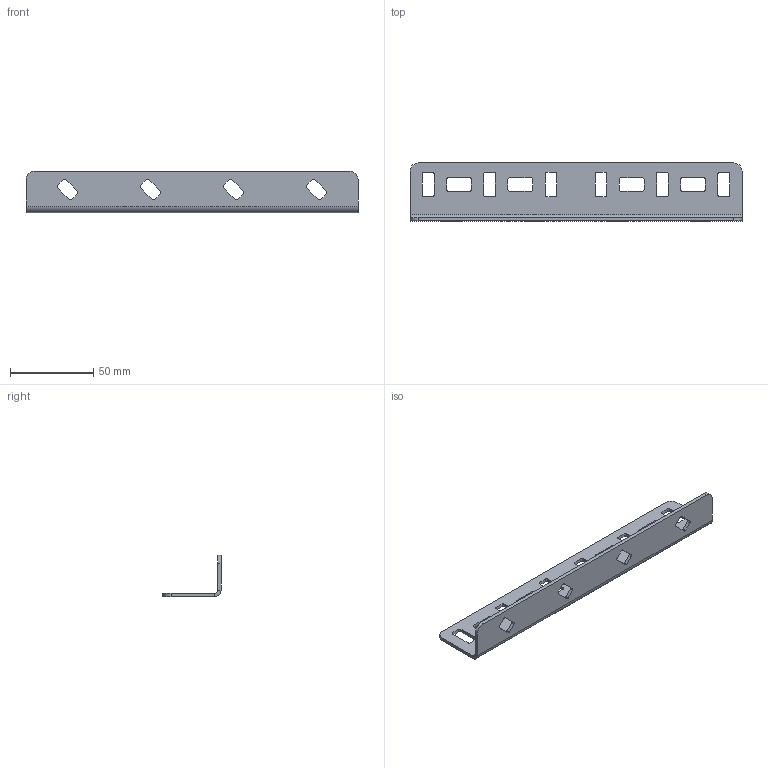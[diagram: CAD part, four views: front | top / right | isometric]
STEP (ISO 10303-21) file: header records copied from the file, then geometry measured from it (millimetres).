
FILE_DESCRIPTION (( 'STEP AP203' ), '1' );
FILE_NAME ('CLM51D-PSU-050-20 Ïëàñòèíà ñîåäèíèòåëüíàÿ óñèëåííàÿ 50-2,0ìì IEK.STEP', '2023-05-31T11:18:22', ( '' ), ( '' ), 'SwSTEP 2.0', 'SolidWorks 2022', '' );
FILE_SCHEMA (( 'CONFIG_CONTROL_DESIGN' ));
Length unit declared in the file: millimetre
Products named in the file (1): CLM51D-PSU-050-20 Пластина соединительная усиленная 50-2,0мм IEK
Bounding box: 200 x 35 x 25 mm (x, y, z)
Volume: 19774.1 mm3; surface area: 21935.7 mm2
Topology: 1 solids, 1 shells, 134 faces, 388 edges, 256 vertices
Faces by surface type: plane 68, cylinder 66
Entity records: 4573 total; most frequent: DIRECTION 790, CARTESIAN_POINT 779, ORIENTED_EDGE 776, EDGE_CURVE 388, AXIS2_PLACEMENT_3D 267, VECTOR 256, LINE 256, VERTEX_POINT 256
